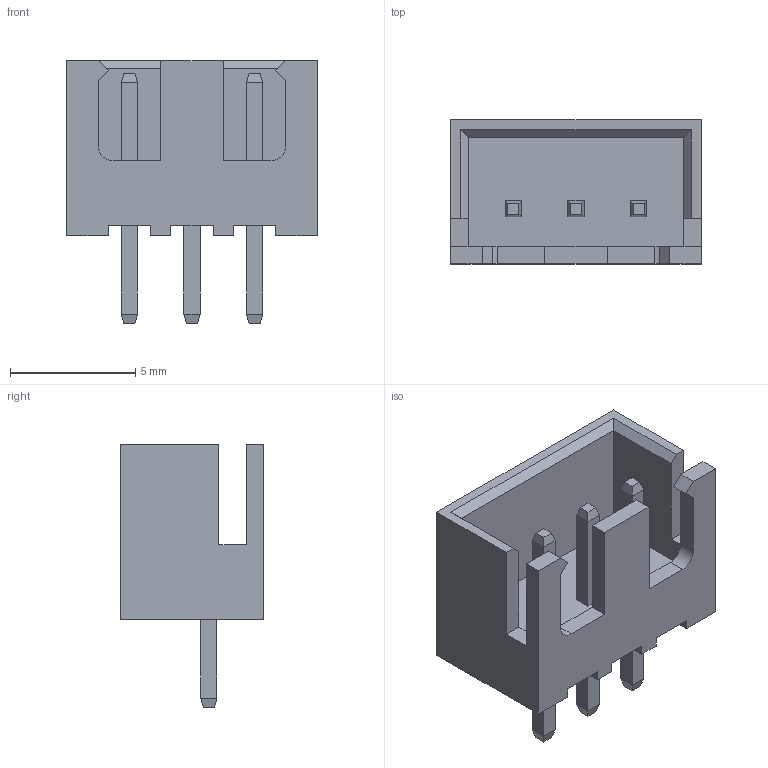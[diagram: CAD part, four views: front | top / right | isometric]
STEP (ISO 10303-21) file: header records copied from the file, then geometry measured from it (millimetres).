
FILE_DESCRIPTION (( 'STEP AP214' ), '1' );
FILE_NAME ('F2B210F5-BC0C-4A5A-B7E5-EBE6EB7652FF.STEP', '2024-07-06T22:37:09', ( '' ), ( '' ), 'SwSTEP 2.0', 'SolidWorks 2022', '' );
FILE_SCHEMA (( 'AUTOMOTIVE_DESIGN' ));
Length unit declared in the file: millimetre
Products named in the file (1): F2B210F5-BC0C-4A5A-B7E5-EBE6EB7652FF
Bounding box: 10 x 5.75 x 10.5 mm (x, y, z)
Volume: 193.3 mm3; surface area: 500.4 mm2
Topology: 1 solids, 1 shells, 99 faces, 247 edges, 156 vertices
Faces by surface type: plane 97, cylinder 2
Entity records: 3386 total; most frequent: CARTESIAN_POINT 503, ORIENTED_EDGE 494, DIRECTION 451, EDGE_CURVE 247, LINE 243, VECTOR 243, VERTEX_POINT 156, EDGE_LOOP 105
